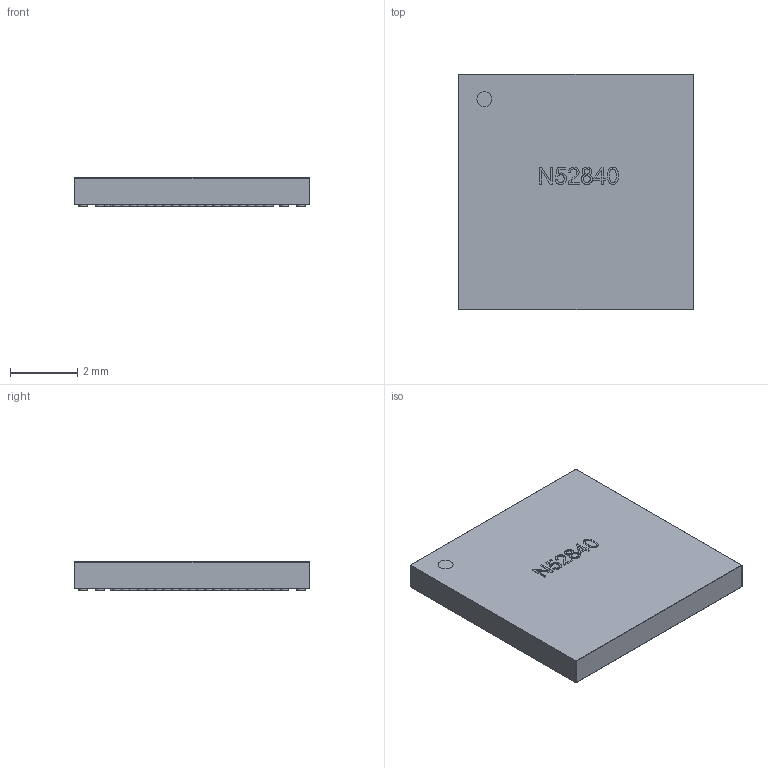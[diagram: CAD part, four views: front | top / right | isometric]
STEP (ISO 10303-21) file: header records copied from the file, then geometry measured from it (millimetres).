
FILE_DESCRIPTION(/* description */ (''),/* implementation_level */ '2;1');
FILE_NAME(/* name */ 'Nordic_Semiconductor_-_NRF52840-QIAA-R.step',/* time_stamp */ '2021-03-12T19:01:15+01:00',/* author */ (''),/* organization */ (''),/* preprocessor_version */ 'ST-DEVELOPER v18.1',/* originating_system */ 'Autodesk Translation Framework v9.10.0.1330',/* authorisation */ '');
FILE_SCHEMA (('AUTOMOTIVE_DESIGN { 1 0 10303 214 3 1 1 }'));
Length unit declared in the file: millimetre
Products named in the file (3): Nordic_Semiconductor_-_NRF52840-QIAA-R; Nordic Semiconductor NRF52840-QIAA-R 1; Nordic Semiconductor NRF52840-QIAA-R 2
Assembly tree (2 placements, depth 2):
  Nordic_Semiconductor_-_NRF52840-QIAA-R
    Nordic Semiconductor NRF52840-QIAA-R 1
    Nordic Semiconductor NRF52840-QIAA-R 2
Bounding box: 7 x 7 x 0.85 mm (x, y, z)
Volume: 40.5 mm3; surface area: 185.8 mm2
Topology: 75 solids, 75 shells, 538 faces, 886 edges, 583 vertices
Faces by surface type: plane 286, cylinder 158, bspline 86, sphere 8
Full cylindrical faces by diameter (mm): 0.25 x146
Entity records: 13363 total; most frequent: CARTESIAN_POINT 3474, DIRECTION 1945, ORIENTED_EDGE 1772, EDGE_CURVE 886, AXIS2_PLACEMENT_3D 774, EDGE_LOOP 623, VERTEX_POINT 583, FACE_OUTER_BOUND 538
